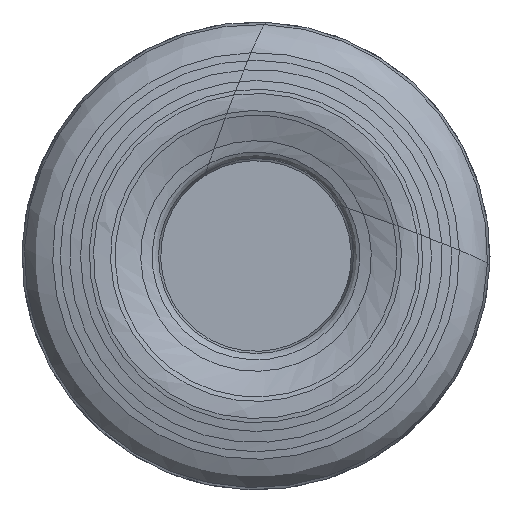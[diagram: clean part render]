
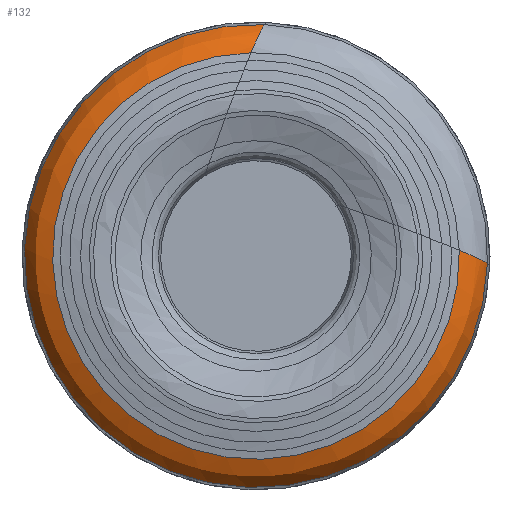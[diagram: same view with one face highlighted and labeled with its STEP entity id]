
A CAD part, left-side view. The second image highlights one B-rep face of the part: STEP entity #132.
In plain terms, the highlighted free-form (B-spline) face has degree [3, 3] with [10, 7] control points.
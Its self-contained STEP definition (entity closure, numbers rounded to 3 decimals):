
#102=B_SPLINE_CURVE_WITH_KNOTS('',3,(#1347,#1348,#1349,#1350,#1351,#1352,
#1353,#1354,#1355,#1356),.UNSPECIFIED.,.F.,.F.,(4,2,2,2,4),(0.,0.25,
0.5,0.75,1.),.UNSPECIFIED.);
#103=B_SPLINE_CURVE_WITH_KNOTS('',3,(#1357,#1358,#1359,#1360,#1361,#1362,
#1363,#1364,#1365,#1366),.UNSPECIFIED.,.F.,.F.,(4,2,2,2,4),(0.,0.25,
0.5,0.75,1.),.UNSPECIFIED.);
#132=ADVANCED_FACE('',(#230),#188,.F.);
#188=(
BOUNDED_SURFACE()
B_SPLINE_SURFACE(3,3,((#1367,#1368,#1369,#1370,#1371,#1372,#1373),(#1374,
#1375,#1376,#1377,#1378,#1379,#1380),(#1381,#1382,#1383,#1384,#1385,#1386,
#1387),(#1388,#1389,#1390,#1391,#1392,#1393,#1394),(#1395,#1396,#1397,#1398,
#1399,#1400,#1401),(#1402,#1403,#1404,#1405,#1406,#1407,#1408),(#1409,#1410,
#1411,#1412,#1413,#1414,#1415),(#1416,#1417,#1418,#1419,#1420,#1421,#1422),
(#1423,#1424,#1425,#1426,#1427,#1428,#1429),(#1430,#1431,#1432,#1433,#1434,
#1435,#1436)),.UNSPECIFIED.,.F.,.F.,.F.)
B_SPLINE_SURFACE_WITH_KNOTS((4,2,2,2,4),(4,3,4),(0.,0.25,0.5,
0.75,1.),(0.,0.5,1.),.UNSPECIFIED.)
GEOMETRIC_REPRESENTATION_ITEM()
RATIONAL_B_SPLINE_SURFACE(((1.,0.588,0.588,1.,0.588,
0.588,1.),(1.,0.588,0.588,1.,0.588,
0.588,1.),(1.,0.588,0.588,1.,0.588,
0.588,1.),(1.,0.588,0.588,1.,0.588,
0.588,1.),(1.,0.588,0.588,1.,0.588,
0.588,1.),(1.,0.588,0.588,1.,0.588,
0.588,1.),(1.,0.588,0.588,1.,0.588,
0.588,1.),(1.,0.588,0.588,1.,0.588,
0.588,1.),(1.,0.588,0.588,1.,0.588,
0.588,1.),(1.,0.588,0.588,1.,0.588,
0.588,1.)))
REPRESENTATION_ITEM('')
SURFACE()
);
#230=FACE_OUTER_BOUND('',#274,.T.);
#274=EDGE_LOOP('',(#421,#422,#423,#424));
#343=CIRCLE('',#761,5.214);
#344=CIRCLE('',#762,5.938);
#421=ORIENTED_EDGE('',*,*,#662,.F.);
#422=ORIENTED_EDGE('',*,*,#663,.T.);
#423=ORIENTED_EDGE('',*,*,#659,.T.);
#424=ORIENTED_EDGE('',*,*,#664,.T.);
#597=VERTEX_POINT('',#1306);
#598=VERTEX_POINT('',#1307);
#599=VERTEX_POINT('',#1345);
#600=VERTEX_POINT('',#1346);
#659=EDGE_CURVE('',#597,#598,#343,.T.);
#662=EDGE_CURVE('',#599,#600,#344,.T.);
#663=EDGE_CURVE('',#599,#597,#102,.T.);
#664=EDGE_CURVE('',#598,#600,#103,.T.);
#761=AXIS2_PLACEMENT_3D('',#1305,#843,#844);
#762=AXIS2_PLACEMENT_3D('',#1344,#845,#846);
#843=DIRECTION('',(1.,0.,0.));
#844=DIRECTION('',(0.,-1.,0.028));
#845=DIRECTION('',(1.,0.,0.));
#846=DIRECTION('',(0.,-0.999,-0.032));
#1305=CARTESIAN_POINT('',(0.215,0.,0.));
#1306=CARTESIAN_POINT('',(0.215,-5.212,0.146));
#1307=CARTESIAN_POINT('',(0.215,0.126,5.212));
#1344=CARTESIAN_POINT('',(0.843,0.,0.));
#1345=CARTESIAN_POINT('',(0.843,-5.935,-0.191));
#1346=CARTESIAN_POINT('',(0.843,-0.214,5.934));
#1347=CARTESIAN_POINT('',(0.843,-5.935,-0.191));
#1348=CARTESIAN_POINT('',(0.762,-5.906,-0.172));
#1349=CARTESIAN_POINT('',(0.687,-5.867,-0.15));
#1350=CARTESIAN_POINT('',(0.548,-5.771,-0.1));
#1351=CARTESIAN_POINT('',(0.484,-5.714,-0.072));
#1352=CARTESIAN_POINT('',(0.376,-5.589,-0.014));
#1353=CARTESIAN_POINT('',(0.329,-5.519,0.017));
#1354=CARTESIAN_POINT('',(0.256,-5.371,0.081));
#1355=CARTESIAN_POINT('',(0.23,-5.293,0.113));
#1356=CARTESIAN_POINT('',(0.215,-5.212,0.146));
#1357=CARTESIAN_POINT('',(0.215,0.126,5.212));
#1358=CARTESIAN_POINT('',(0.23,0.093,5.294));
#1359=CARTESIAN_POINT('',(0.256,0.06,5.372));
#1360=CARTESIAN_POINT('',(0.329,-0.004,5.519));
#1361=CARTESIAN_POINT('',(0.376,-0.036,5.589));
#1362=CARTESIAN_POINT('',(0.484,-0.094,5.714));
#1363=CARTESIAN_POINT('',(0.548,-0.122,5.771));
#1364=CARTESIAN_POINT('',(0.687,-0.172,5.866));
#1365=CARTESIAN_POINT('',(0.762,-0.194,5.905));
#1366=CARTESIAN_POINT('',(0.843,-0.214,5.934));
#1367=CARTESIAN_POINT('',(0.215,-5.212,0.146));
#1368=CARTESIAN_POINT('',(0.215,-5.365,-5.317));
#1369=CARTESIAN_POINT('',(0.215,-0.374,-7.544));
#1370=CARTESIAN_POINT('',(0.215,3.59,-3.782));
#1371=CARTESIAN_POINT('',(0.215,7.553,-0.019));
#1372=CARTESIAN_POINT('',(0.215,5.589,5.081));
#1373=CARTESIAN_POINT('',(0.215,0.126,5.212));
#1374=CARTESIAN_POINT('',(0.23,-5.293,0.113));
#1375=CARTESIAN_POINT('',(0.23,-5.412,-5.435));
#1376=CARTESIAN_POINT('',(0.23,-0.329,-7.663));
#1377=CARTESIAN_POINT('',(0.23,3.67,-3.816));
#1378=CARTESIAN_POINT('',(0.23,7.67,0.031));
#1379=CARTESIAN_POINT('',(0.23,5.641,5.197));
#1380=CARTESIAN_POINT('',(0.23,0.093,5.294));
#1381=CARTESIAN_POINT('',(0.256,-5.371,0.081));
#1382=CARTESIAN_POINT('',(0.256,-5.456,-5.549));
#1383=CARTESIAN_POINT('',(0.256,-0.285,-7.777));
#1384=CARTESIAN_POINT('',(0.256,3.749,-3.848));
#1385=CARTESIAN_POINT('',(0.256,7.782,0.081));
#1386=CARTESIAN_POINT('',(0.256,5.69,5.309));
#1387=CARTESIAN_POINT('',(0.256,0.06,5.372));
#1388=CARTESIAN_POINT('',(0.329,-5.519,0.017));
#1389=CARTESIAN_POINT('',(0.329,-5.537,-5.768));
#1390=CARTESIAN_POINT('',(0.329,-0.197,-7.993));
#1391=CARTESIAN_POINT('',(0.329,3.898,-3.907));
#1392=CARTESIAN_POINT('',(0.329,7.994,0.178));
#1393=CARTESIAN_POINT('',(0.329,5.781,5.524));
#1394=CARTESIAN_POINT('',(0.329,-0.004,5.519));
#1395=CARTESIAN_POINT('',(0.376,-5.589,-0.014));
#1396=CARTESIAN_POINT('',(0.376,-5.575,-5.873));
#1397=CARTESIAN_POINT('',(0.376,-0.154,-8.096));
#1398=CARTESIAN_POINT('',(0.376,3.97,-3.935));
#1399=CARTESIAN_POINT('',(0.376,8.094,0.226));
#1400=CARTESIAN_POINT('',(0.376,5.823,5.627));
#1401=CARTESIAN_POINT('',(0.376,-0.036,5.589));
#1402=CARTESIAN_POINT('',(0.484,-5.714,-0.072));
#1403=CARTESIAN_POINT('',(0.484,-5.639,-6.062));
#1404=CARTESIAN_POINT('',(0.484,-0.074,-8.279));
#1405=CARTESIAN_POINT('',(0.484,4.1,-3.982));
#1406=CARTESIAN_POINT('',(0.484,8.273,0.315));
#1407=CARTESIAN_POINT('',(0.484,5.895,5.813));
#1408=CARTESIAN_POINT('',(0.484,-0.094,5.714));
#1409=CARTESIAN_POINT('',(0.548,-5.771,-0.1));
#1410=CARTESIAN_POINT('',(0.548,-5.666,-6.149));
#1411=CARTESIAN_POINT('',(0.548,-0.035,-8.362));
#1412=CARTESIAN_POINT('',(0.548,4.159,-4.002));
#1413=CARTESIAN_POINT('',(0.548,8.354,0.358));
#1414=CARTESIAN_POINT('',(0.548,5.926,5.899));
#1415=CARTESIAN_POINT('',(0.548,-0.122,5.771));
#1416=CARTESIAN_POINT('',(0.687,-5.867,-0.15));
#1417=CARTESIAN_POINT('',(0.687,-5.71,-6.299));
#1418=CARTESIAN_POINT('',(0.687,0.033,-8.501));
#1419=CARTESIAN_POINT('',(0.687,4.262,-4.034));
#1420=CARTESIAN_POINT('',(0.687,8.491,0.433));
#1421=CARTESIAN_POINT('',(0.687,5.976,6.047));
#1422=CARTESIAN_POINT('',(0.687,-0.172,5.866));
#1423=CARTESIAN_POINT('',(0.762,-5.906,-0.172));
#1424=CARTESIAN_POINT('',(0.762,-5.726,-6.362));
#1425=CARTESIAN_POINT('',(0.762,0.064,-8.559));
#1426=CARTESIAN_POINT('',(0.762,4.305,-4.046));
#1427=CARTESIAN_POINT('',(0.762,8.546,0.466));
#1428=CARTESIAN_POINT('',(0.762,5.995,6.109));
#1429=CARTESIAN_POINT('',(0.762,-0.194,5.905));
#1430=CARTESIAN_POINT('',(0.843,-5.935,-0.191));
#1431=CARTESIAN_POINT('',(0.843,-5.735,-6.412));
#1432=CARTESIAN_POINT('',(0.843,0.091,-8.602));
#1433=CARTESIAN_POINT('',(0.843,4.339,-4.054));
#1434=CARTESIAN_POINT('',(0.843,8.588,0.495));
#1435=CARTESIAN_POINT('',(0.843,6.007,6.158));
#1436=CARTESIAN_POINT('',(0.843,-0.214,5.934));
